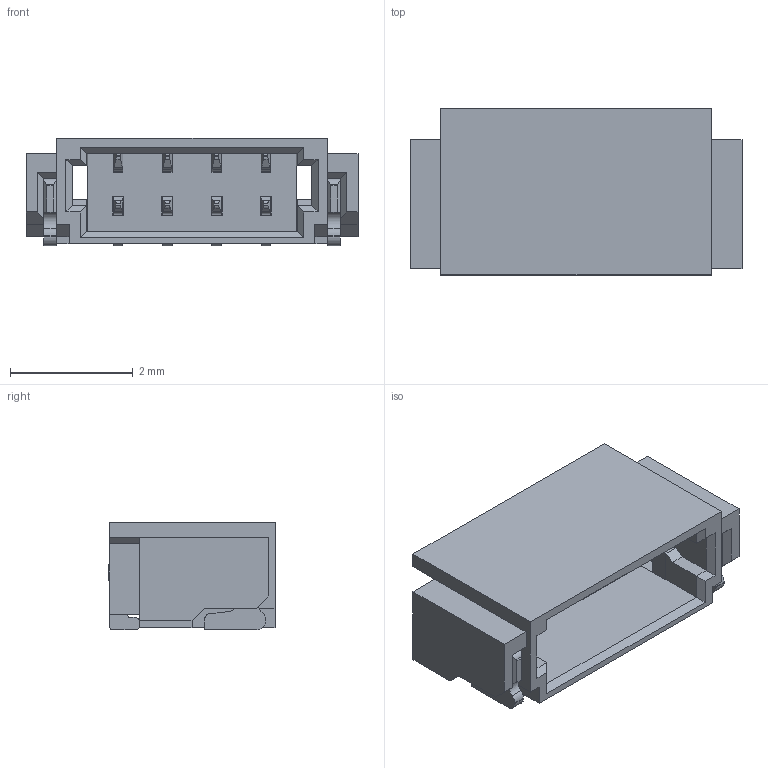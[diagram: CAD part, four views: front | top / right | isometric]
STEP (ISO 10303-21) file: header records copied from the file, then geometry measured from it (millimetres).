
FILE_DESCRIPTION((''),'2;1');
FILE_NAME('10144041-04','2019-09-25T',('APSawant'),('AFCI'),'CREO PARAMETRIC BY PTC INC, 2016130','CREO PARAMETRIC BY PTC INC, 2016130','');
FILE_SCHEMA(('CONFIG_CONTROL_DESIGN'));
Length unit declared in the file: millimetre
Products named in the file (1): 10144041-04
Bounding box: 5.4 x 2.7 x 1.75 mm (x, y, z)
Volume: 13.4 mm3; surface area: 101.2 mm2
Topology: 1 solids, 1 shells, 423 faces, 1276 edges, 836 vertices
Faces by surface type: plane 311, cylinder 112
Entity records: 14296 total; most frequent: CARTESIAN_POINT 2775, ORIENTED_EDGE 2552, DIRECTION 2210, EDGE_CURVE 1276, VECTOR 1020, LINE 1020, VERTEX_POINT 836, AXIS2_PLACEMENT_3D 595
